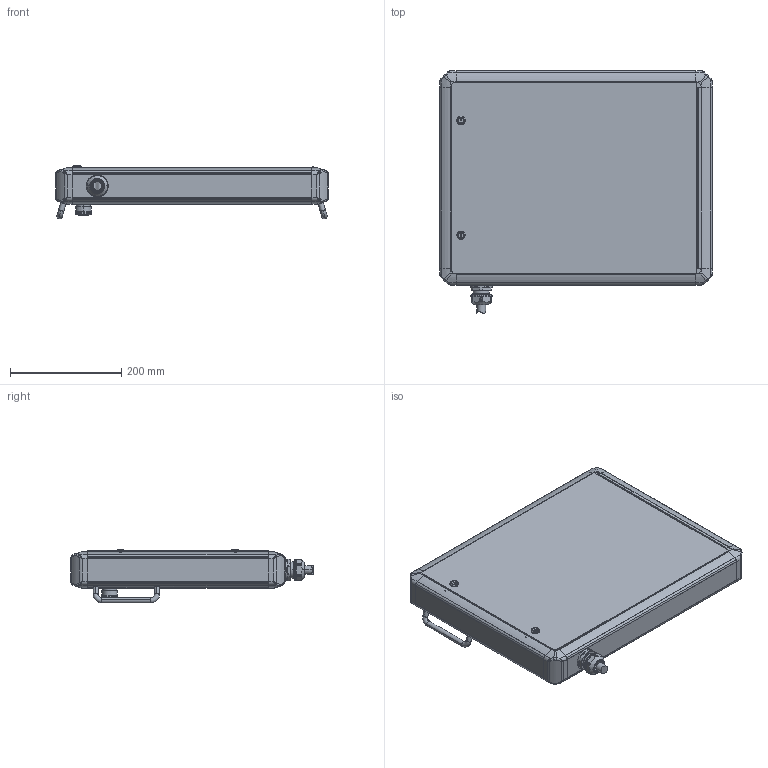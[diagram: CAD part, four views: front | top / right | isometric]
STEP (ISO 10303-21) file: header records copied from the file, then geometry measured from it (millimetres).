
FILE_DESCRIPTION (( 'STEP AP203' ), '1' );
FILE_NAME ('C3C-C01T-STP.step', '2025-06-24T04:19:06', ( '' ), ( '' ), 'SwSTEP 2.0', 'SolidWorks 2020', '' );
FILE_SCHEMA (( 'CONFIG_CONTROL_DESIGN' ));
Length unit declared in the file: millimetre
Products named in the file (10): BOX_SET; _X2_FF9BFF6FFF78FF85FF6FFF84_X0_; XA1E-LV3Q4R; LB6L-M1T-LB6ML-M1T; H05-0023-CL901_OA-W2219; OA-W2219; C2P-006T; panel_back_set; C3C-C01T-STP; 旕忢掆巭及腟(兂35) C4P-135S
Assembly tree (11 placements, depth 3):
  C3C-C01T-STP
    BOX_SET
    panel_back_set
    旕忢掆巭及腟(兂35) C4P-135S
    H05-0023-CL901_OA-W2219
      OA-W2219
      _X2_FF9BFF6FFF78FF85FF6FFF84_X0_
    XA1E-LV3Q4R
    LB6L-M1T-LB6ML-M1T  x2
    C2P-006T  x2
Bounding box: 490 x 435.8 x 96.68 mm (x, y, z)
Volume: 794379 mm3; surface area: 878300.9 mm2
Topology: 12 solids, 18 shells, 2131 faces, 5730 edges, 3613 vertices
Faces by surface type: plane 905, cylinder 783, bspline 274, cone 113, torus 52, sphere 4
Entity records: 110459 total; most frequent: CARTESIAN_POINT 58680, ORIENTED_EDGE 11164, DIRECTION 10083, EDGE_CURVE 5595, AXIS2_PLACEMENT_3D 3624, VERTEX_POINT 3571, VECTOR 2835, LINE 2835
